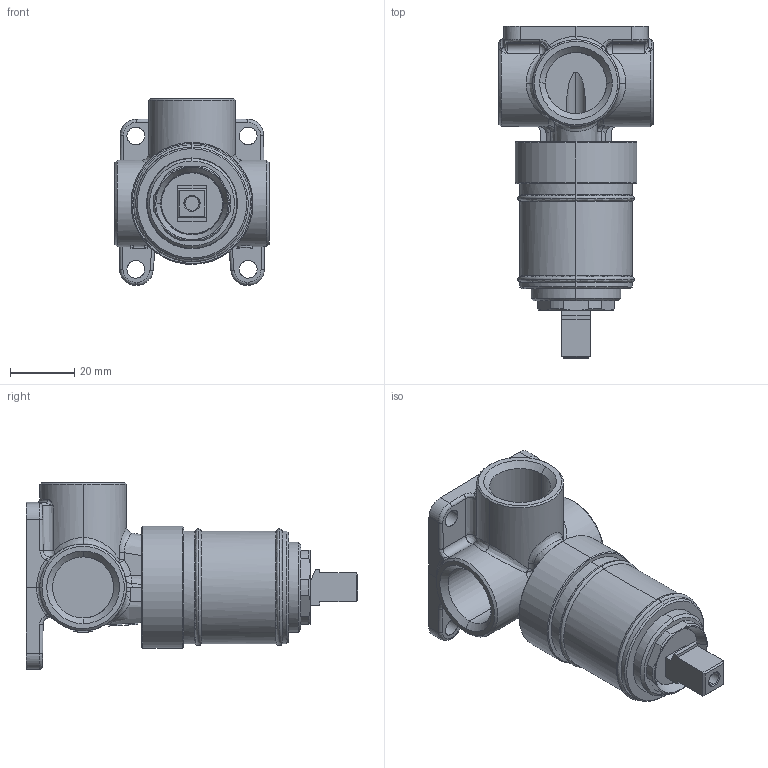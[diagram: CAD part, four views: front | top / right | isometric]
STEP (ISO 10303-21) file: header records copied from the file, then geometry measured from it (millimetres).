
FILE_DESCRIPTION(/* description */ (''),/* implementation_level */ '2;1');
FILE_NAME(/* name */ 'STEP - 164022501.1_2265860',/* time_stamp */ '2024-05-13T11:43:58+10:00',/* author */ (''),/* organization */ (''),/* preprocessor_version */ 'ST-DEVELOPER v16.5',/* originating_system */ 'Rhino 7.23',/* authorisation */ '');
FILE_SCHEMA (('AUTOMOTIVE_DESIGN'));
Length unit declared in the file: millimetre
Products named in the file (9): Document; 164022500-1_ASM; 2080009106012; 208000910601_AF10; 208000910601_AF9; 2050209001023; 2040117799011; 206094640102; 201516472711
Assembly tree (8 placements, depth 3):
  Document
    164022500-1_ASM
      2080009106012
      208000910601_AF10
      208000910601_AF9
      2050209001023
      2040117799011
      206094640102
      201516472711
Bounding box: 48 x 103.28 x 58.1 mm (x, y, z)
Volume: 67237 mm3; surface area: 38550.3 mm2
Topology: 8 solids, 8 shells, 705 faces, 1785 edges, 1125 vertices
Faces by surface type: plane 278, bspline 231, cylinder 196
Entity records: 28612 total; most frequent: CARTESIAN_POINT 16895, ORIENTED_EDGE 3562, EDGE_CURVE 1781, B_SPLINE_CURVE_WITH_KNOTS 1248, VERTEX_POINT 1125, EDGE_LOOP 768, ADVANCED_FACE 705, FACE_OUTER_BOUND 705
